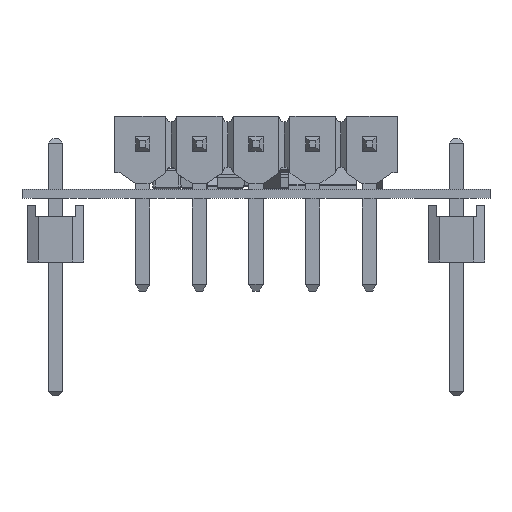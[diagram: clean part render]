
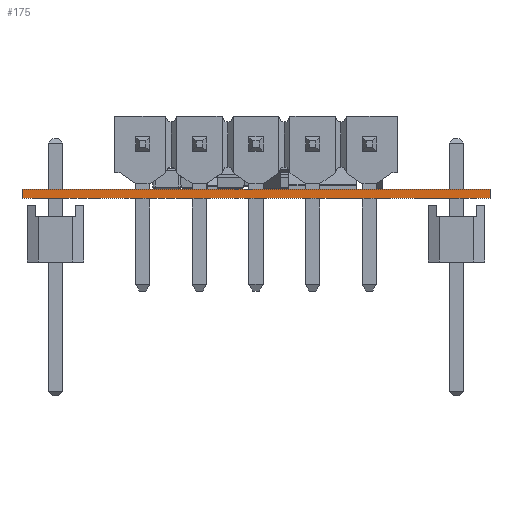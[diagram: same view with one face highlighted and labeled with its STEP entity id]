
A CAD part, front view. The second image highlights one B-rep face of the part: STEP entity #175.
In plain terms, the highlighted planar face has unit normal (0, -1, 0).
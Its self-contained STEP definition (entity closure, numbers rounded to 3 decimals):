
#77 = EDGE_CURVE('',#78,#80,#82,.T.);
#78 = VERTEX_POINT('',#79);
#79 = CARTESIAN_POINT('',(-10.5,-20.,0.));
#80 = VERTEX_POINT('',#81);
#81 = CARTESIAN_POINT('',(-10.5,-20.,0.411));
#82 = LINE('',#83,#84);
#83 = CARTESIAN_POINT('',(-10.5,-20.,0.));
#84 = VECTOR('',#85,1.);
#85 = DIRECTION('',(0.,0.,1.));
#150 = VERTEX_POINT('',#151);
#151 = CARTESIAN_POINT('',(10.5,-20.,0.411));
#157 = EDGE_CURVE('',#158,#150,#160,.T.);
#158 = VERTEX_POINT('',#159);
#159 = CARTESIAN_POINT('',(10.5,-20.,0.));
#160 = LINE('',#161,#162);
#161 = CARTESIAN_POINT('',(10.5,-20.,0.));
#162 = VECTOR('',#163,1.);
#163 = DIRECTION('',(0.,0.,1.));
#175 = ADVANCED_FACE('',(#176),#192,.T.);
#176 = FACE_BOUND('',#177,.T.);
#177 = EDGE_LOOP('',(#178,#179,#185,#186));
#178 = ORIENTED_EDGE('',*,*,#157,.T.);
#179 = ORIENTED_EDGE('',*,*,#180,.T.);
#180 = EDGE_CURVE('',#150,#80,#181,.T.);
#181 = LINE('',#182,#183);
#182 = CARTESIAN_POINT('',(10.5,-20.,0.411));
#183 = VECTOR('',#184,1.);
#184 = DIRECTION('',(-1.,0.,0.));
#185 = ORIENTED_EDGE('',*,*,#77,.F.);
#186 = ORIENTED_EDGE('',*,*,#187,.F.);
#187 = EDGE_CURVE('',#158,#78,#188,.T.);
#188 = LINE('',#189,#190);
#189 = CARTESIAN_POINT('',(10.5,-20.,0.));
#190 = VECTOR('',#191,1.);
#191 = DIRECTION('',(-1.,0.,0.));
#192 = PLANE('',#193);
#193 = AXIS2_PLACEMENT_3D('',#194,#195,#196);
#194 = CARTESIAN_POINT('',(10.5,-20.,0.));
#195 = DIRECTION('',(0.,-1.,0.));
#196 = DIRECTION('',(-1.,0.,0.));
